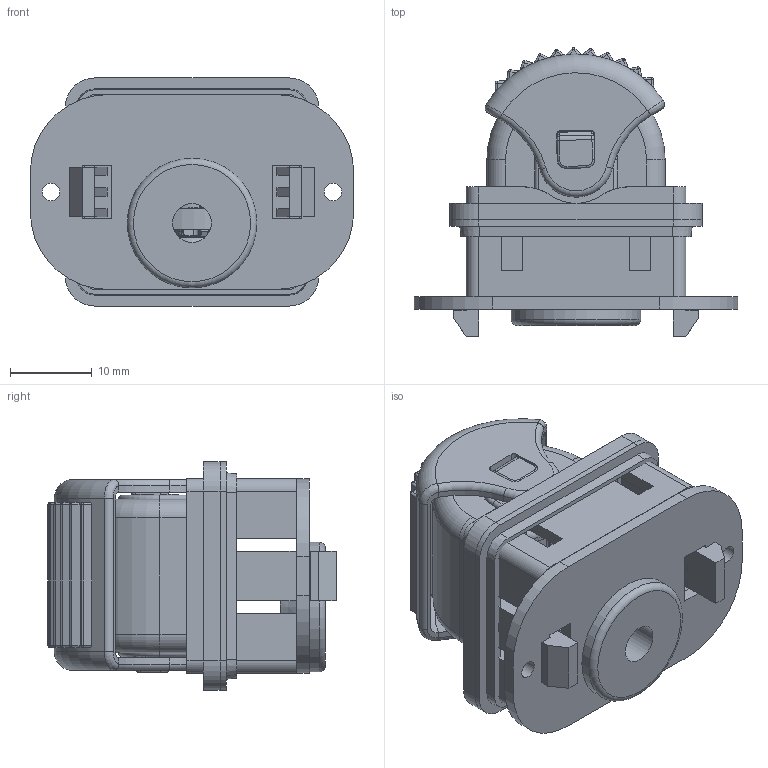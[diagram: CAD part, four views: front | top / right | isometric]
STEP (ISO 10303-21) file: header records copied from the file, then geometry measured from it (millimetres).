
FILE_DESCRIPTION((''),'2;1');
FILE_NAME('HMS10D1RAS.stp','2009-08-21T08:52:16',('ASharp'),(''),'Autodesk Inventor 2009','Autodesk Inventor 2009','');
FILE_SCHEMA(('AUTOMOTIVE_DESIGN { 1 0 10303 214 1 1 1 1 }'));
Length unit declared in the file: inch
Products named in the file (11): HMS10D1RAS; AA_480; AA_481; AA_488; AA_490-Installed; AA_482; AA_492; AA_483; AA_489; AA_486; AA_487
Assembly tree (12 placements, depth 2):
  HMS10D1RAS
    AA_480
    AA_481
    AA_488
    AA_490-Installed
    AA_482  x2
    AA_492  x2
    AA_483
    AA_489
    AA_486
    AA_487
Bounding box: 39.62 x 35.32 x 27.94 mm (x, y, z)
Volume: 9258 mm3; surface area: 13947.3 mm2
Topology: 10 solids, 10 shells, 1122 faces, 2802 edges, 1659 vertices
Faces by surface type: cylinder 379, plane 344, bspline 222, torus 106, sphere 40, cone 31
Full cylindrical faces by diameter (mm): 0.889 x4, 1.016 x1, 2.489 x1, 3.175 x3, 4.445 x1, 4.521 x2, 4.572 x2, 7.899 x1, 7.925 x1, 15.875 x1
Entity records: 36989 total; most frequent: CARTESIAN_POINT 12306, ORIENTED_EDGE 5120, DIRECTION 5100, EDGE_CURVE 2560, AXIS2_PLACEMENT_3D 1935, VERTEX_POINT 1560, VECTOR 1230, LINE 1230
